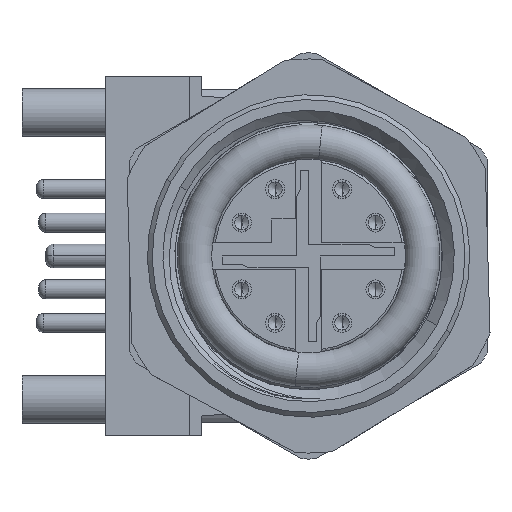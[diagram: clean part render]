
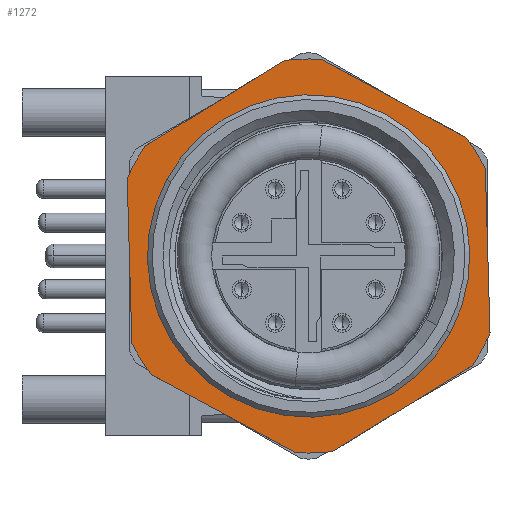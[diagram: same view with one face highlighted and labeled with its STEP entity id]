
A CAD part, left-side view. The second image highlights one B-rep face of the part: STEP entity #1272.
In plain terms, the highlighted face is planar.
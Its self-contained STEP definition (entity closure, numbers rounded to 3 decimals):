
#8 = CARTESIAN_POINT ( 'NONE',  ( 3., 6.726, -4.777 ) ) ;
#204 = ORIENTED_EDGE ( 'NONE', *, *, #21076, .T. ) ;
#361 = DIRECTION ( 'NONE',  ( 0., 0., 1. ) ) ;
#525 = ORIENTED_EDGE ( 'NONE', *, *, #20142, .F. ) ;
#742 = CARTESIAN_POINT ( 'NONE',  ( 3., 0., 0. ) ) ;
#754 = CIRCLE ( 'NONE', #17203, 8.25 ) ;
#995 = EDGE_CURVE ( 'NONE', #29469, #30995, #12335, .T. ) ;
#1123 = VERTEX_POINT ( 'NONE', #25123 ) ;
#1272 = ADVANCED_FACE ( 'NONE', ( #13484, #20618 ), #25608, .F. ) ;
#1591 = ORIENTED_EDGE ( 'NONE', *, *, #20233, .F. ) ;
#1906 = DIRECTION ( 'NONE',  ( 0., 0., 1. ) ) ;
#2533 = LINE ( 'NONE', #17809, #28025 ) ;
#3115 = EDGE_CURVE ( 'NONE', #15338, #23516, #12814, .T. ) ;
#3169 = EDGE_CURVE ( 'NONE', #24210, #28210, #5457, .T. ) ;
#3260 = VERTEX_POINT ( 'NONE', #9284 ) ;
#3841 = LINE ( 'NONE', #23729, #9091 ) ;
#3846 = AXIS2_PLACEMENT_3D ( 'NONE', #8512, #28747, #10518 ) ;
#4401 = CARTESIAN_POINT ( 'NONE',  ( 3., 0., 0. ) ) ;
#4932 = DIRECTION ( 'NONE',  ( -1., 0., 0. ) ) ;
#5326 = CARTESIAN_POINT ( 'NONE',  ( 3., 7.5, 3.437 ) ) ;
#5362 = DIRECTION ( 'NONE',  ( 0., 0., 1. ) ) ;
#5457 = CIRCLE ( 'NONE', #18659, 8.25 ) ;
#5696 = DIRECTION ( 'NONE',  ( 0., 0., -1. ) ) ;
#5715 = CARTESIAN_POINT ( 'NONE',  ( 3., -6.726, -4.777 ) ) ;
#5974 = VECTOR ( 'NONE', #30391, 1000. ) ;
#6629 = CARTESIAN_POINT ( 'NONE',  ( 3., -0.774, 8.214 ) ) ;
#6888 = CIRCLE ( 'NONE', #17452, 8.25 ) ;
#6930 = DIRECTION ( 'NONE',  ( 0., 0.866, 0.5 ) ) ;
#7428 = EDGE_CURVE ( 'NONE', #23516, #3260, #754, .T. ) ;
#8224 = CARTESIAN_POINT ( 'NONE',  ( 3., 2.438, -10.068 ) ) ;
#8230 = CARTESIAN_POINT ( 'NONE',  ( 3., 0., 0. ) ) ;
#8455 = EDGE_CURVE ( 'NONE', #18556, #24725, #18951, .T. ) ;
#8512 = CARTESIAN_POINT ( 'NONE',  ( 3., 8.25, 0. ) ) ;
#8980 = VECTOR ( 'NONE', #6930, 1000. ) ;
#9038 = EDGE_CURVE ( 'NONE', #3260, #16570, #30928, .T. ) ;
#9091 = VECTOR ( 'NONE', #21251, 1000. ) ;
#9284 = CARTESIAN_POINT ( 'NONE',  ( 3., -0.774, -8.214 ) ) ;
#9415 = EDGE_CURVE ( 'NONE', #1123, #11175, #28041, .T. ) ;
#9510 = AXIS2_PLACEMENT_3D ( 'NONE', #8230, #18646, #26277 ) ;
#9570 = EDGE_CURVE ( 'NONE', #31795, #24210, #2533, .T. ) ;
#9628 = CARTESIAN_POINT ( 'NONE',  ( 3., 0., -6.75 ) ) ;
#10036 = AXIS2_PLACEMENT_3D ( 'NONE', #742, #23773, #18170 ) ;
#10338 = ORIENTED_EDGE ( 'NONE', *, *, #9570, .F. ) ;
#10518 = DIRECTION ( 'NONE',  ( 0., 0., 1. ) ) ;
#11175 = VERTEX_POINT ( 'NONE', #5326 ) ;
#11621 = CARTESIAN_POINT ( 'NONE',  ( 3., -7.5, -3.437 ) ) ;
#12285 = CARTESIAN_POINT ( 'NONE',  ( 3., 0., 0. ) ) ;
#12335 = CIRCLE ( 'NONE', #21304, 6.75 ) ;
#12648 = CARTESIAN_POINT ( 'NONE',  ( 3., 7.5, -3.437 ) ) ;
#12814 = LINE ( 'NONE', #15148, #5974 ) ;
#12981 = DIRECTION ( 'NONE',  ( -1., 0., 0. ) ) ;
#13019 = CARTESIAN_POINT ( 'NONE',  ( 3., 0., 0. ) ) ;
#13421 = CARTESIAN_POINT ( 'NONE',  ( 3., 0., 0. ) ) ;
#13484 = FACE_BOUND ( 'NONE', #28763, .T. ) ;
#14075 = VERTEX_POINT ( 'NONE', #30884 ) ;
#14505 = DIRECTION ( 'NONE',  ( -1., 0., 0. ) ) ;
#14870 = ORIENTED_EDGE ( 'NONE', *, *, #15075, .F. ) ;
#14913 = EDGE_CURVE ( 'NONE', #11175, #31459, #18601, .T. ) ;
#15075 = EDGE_CURVE ( 'NONE', #14075, #1123, #3841, .T. ) ;
#15148 = CARTESIAN_POINT ( 'NONE',  ( 3., 9.938, -2.923 ) ) ;
#15338 = VERTEX_POINT ( 'NONE', #8 ) ;
#15457 = CARTESIAN_POINT ( 'NONE',  ( 3., 0., 0. ) ) ;
#15672 = ORIENTED_EDGE ( 'NONE', *, *, #3169, .F. ) ;
#15899 = DIRECTION ( 'NONE',  ( 0., 0., 1. ) ) ;
#16570 = VERTEX_POINT ( 'NONE', #5715 ) ;
#17203 = AXIS2_PLACEMENT_3D ( 'NONE', #13019, #20304, #23136 ) ;
#17207 = CARTESIAN_POINT ( 'NONE',  ( 3., 0., 0. ) ) ;
#17452 = AXIS2_PLACEMENT_3D ( 'NONE', #17207, #4932, #21850 ) ;
#17800 = ORIENTED_EDGE ( 'NONE', *, *, #14913, .F. ) ;
#17809 = CARTESIAN_POINT ( 'NONE',  ( 3., -7.5, 0. ) ) ;
#18170 = DIRECTION ( 'NONE',  ( 0., 0., 1. ) ) ;
#18556 = VERTEX_POINT ( 'NONE', #6629 ) ;
#18601 = LINE ( 'NONE', #28731, #20182 ) ;
#18646 = DIRECTION ( 'NONE',  ( -1., 0., 0. ) ) ;
#18659 = AXIS2_PLACEMENT_3D ( 'NONE', #15457, #12981, #361 ) ;
#18721 = ORIENTED_EDGE ( 'NONE', *, *, #9038, .F. ) ;
#18951 = CIRCLE ( 'NONE', #27454, 8.25 ) ;
#19293 = CARTESIAN_POINT ( 'NONE',  ( 3., 0., 0. ) ) ;
#19558 = EDGE_CURVE ( 'NONE', #24725, #14075, #30687, .T. ) ;
#19687 = EDGE_CURVE ( 'NONE', #16570, #31795, #32821, .T. ) ;
#20142 = EDGE_CURVE ( 'NONE', #31459, #15338, #6888, .T. ) ;
#20182 = VECTOR ( 'NONE', #5696, 1000. ) ;
#20233 = EDGE_CURVE ( 'NONE', #28210, #18556, #32310, .T. ) ;
#20304 = DIRECTION ( 'NONE',  ( -1., 0., 0. ) ) ;
#20618 = FACE_OUTER_BOUND ( 'NONE', #21679, .T. ) ;
#20656 = ORIENTED_EDGE ( 'NONE', *, *, #9415, .F. ) ;
#20674 = DIRECTION ( 'NONE',  ( -1., 0., 0. ) ) ;
#21076 = EDGE_CURVE ( 'NONE', #30995, #29469, #25961, .T. ) ;
#21251 = DIRECTION ( 'NONE',  ( 0., 0.866, -0.5 ) ) ;
#21304 = AXIS2_PLACEMENT_3D ( 'NONE', #4401, #14505, #1906 ) ;
#21314 = CARTESIAN_POINT ( 'NONE',  ( 3., -7.5, 3.437 ) ) ;
#21679 = EDGE_LOOP ( 'NONE', ( #17800, #20656, #14870, #32403, #32422, #1591, #15672, #10338, #31606, #18721, #28905, #27665, #525 ) ) ;
#21737 = CARTESIAN_POINT ( 'NONE',  ( 3., 0., 8.25 ) ) ;
#21850 = DIRECTION ( 'NONE',  ( 0., 0., 1. ) ) ;
#21876 = CARTESIAN_POINT ( 'NONE',  ( 3., 0., 6.75 ) ) ;
#21962 = DIRECTION ( 'NONE',  ( -1., 0., 0. ) ) ;
#23136 = DIRECTION ( 'NONE',  ( 0., 0., 1. ) ) ;
#23516 = VERTEX_POINT ( 'NONE', #24168 ) ;
#23729 = CARTESIAN_POINT ( 'NONE',  ( 3., 9.938, 2.923 ) ) ;
#23773 = DIRECTION ( 'NONE',  ( -1., 0., 0. ) ) ;
#24168 = CARTESIAN_POINT ( 'NONE',  ( 3., 0.774, -8.214 ) ) ;
#24210 = VERTEX_POINT ( 'NONE', #21314 ) ;
#24322 = AXIS2_PLACEMENT_3D ( 'NONE', #19293, #21962, #32090 ) ;
#24725 = VERTEX_POINT ( 'NONE', #21737 ) ;
#25123 = CARTESIAN_POINT ( 'NONE',  ( 3., 6.726, 4.777 ) ) ;
#25608 = PLANE ( 'NONE',  #3846 ) ;
#25961 = CIRCLE ( 'NONE', #30205, 6.75 ) ;
#26277 = DIRECTION ( 'NONE',  ( 0., 0., 1. ) ) ;
#26375 = ORIENTED_EDGE ( 'NONE', *, *, #995, .T. ) ;
#27319 = CARTESIAN_POINT ( 'NONE',  ( 3., 2.437, 10.068 ) ) ;
#27382 = DIRECTION ( 'NONE',  ( 0., 0., 1. ) ) ;
#27454 = AXIS2_PLACEMENT_3D ( 'NONE', #12285, #20674, #27382 ) ;
#27665 = ORIENTED_EDGE ( 'NONE', *, *, #3115, .F. ) ;
#27865 = CARTESIAN_POINT ( 'NONE',  ( 3., -6.726, 4.777 ) ) ;
#27946 = DIRECTION ( 'NONE',  ( 0., -0.866, 0.5 ) ) ;
#28025 = VECTOR ( 'NONE', #5362, 1000. ) ;
#28041 = CIRCLE ( 'NONE', #24322, 8.25 ) ;
#28210 = VERTEX_POINT ( 'NONE', #27865 ) ;
#28731 = CARTESIAN_POINT ( 'NONE',  ( 3., 7.5, 0. ) ) ;
#28747 = DIRECTION ( 'NONE',  ( -1., 0., 0. ) ) ;
#28763 = EDGE_LOOP ( 'NONE', ( #26375, #204 ) ) ;
#28905 = ORIENTED_EDGE ( 'NONE', *, *, #7428, .F. ) ;
#29469 = VERTEX_POINT ( 'NONE', #21876 ) ;
#30205 = AXIS2_PLACEMENT_3D ( 'NONE', #13421, #31157, #15899 ) ;
#30391 = DIRECTION ( 'NONE',  ( 0., -0.866, -0.5 ) ) ;
#30687 = CIRCLE ( 'NONE', #10036, 8.25 ) ;
#30884 = CARTESIAN_POINT ( 'NONE',  ( 3., 0.774, 8.214 ) ) ;
#30928 = LINE ( 'NONE', #8224, #32255 ) ;
#30995 = VERTEX_POINT ( 'NONE', #9628 ) ;
#31157 = DIRECTION ( 'NONE',  ( -1., 0., 0. ) ) ;
#31459 = VERTEX_POINT ( 'NONE', #12648 ) ;
#31606 = ORIENTED_EDGE ( 'NONE', *, *, #19687, .F. ) ;
#31795 = VERTEX_POINT ( 'NONE', #11621 ) ;
#32090 = DIRECTION ( 'NONE',  ( 0., 0., 1. ) ) ;
#32255 = VECTOR ( 'NONE', #27946, 1000. ) ;
#32310 = LINE ( 'NONE', #27319, #8980 ) ;
#32403 = ORIENTED_EDGE ( 'NONE', *, *, #19558, .F. ) ;
#32422 = ORIENTED_EDGE ( 'NONE', *, *, #8455, .F. ) ;
#32821 = CIRCLE ( 'NONE', #9510, 8.25 ) ;
